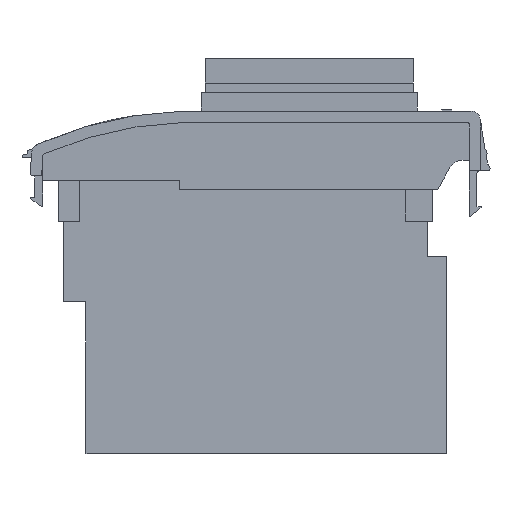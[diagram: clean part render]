
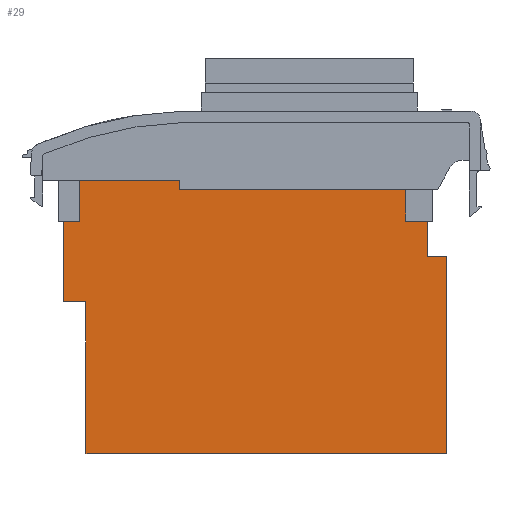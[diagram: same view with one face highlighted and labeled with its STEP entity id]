
A CAD part, left-side view. The second image highlights one B-rep face of the part: STEP entity #29.
In plain terms, the highlighted planar face has unit normal (-1, 0, 0).
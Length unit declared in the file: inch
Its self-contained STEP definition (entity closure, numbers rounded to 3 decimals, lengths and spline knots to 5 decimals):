
#18 = ORIENTED_EDGE ( 'NONE', *, *, #5596, .F. ) ;
#19 = ORIENTED_EDGE ( 'NONE', *, *, #5611, .F. ) ;
#20 = ORIENTED_EDGE ( 'NONE', *, *, #5542, .F. ) ;
#21 = ORIENTED_EDGE ( 'NONE', *, *, #22, .F. ) ;
#22 = EDGE_CURVE ( 'NONE', #33, #10025, #2442, .T. ) ;
#29 = ADVANCED_FACE ( 'NONE', ( #2427 ), #2465, .T. ) ;
#30 = EDGE_LOOP ( 'NONE', ( #31, #34, #35, #36, #37, #38, #39, #40, #18, #19, #20, #21 ) ) ;
#31 = ORIENTED_EDGE ( 'NONE', *, *, #32, .T. ) ;
#32 = EDGE_CURVE ( 'NONE', #33, #4989, #2511, .T. ) ;
#33 = VERTEX_POINT ( 'NONE', #2507 ) ;
#34 = ORIENTED_EDGE ( 'NONE', *, *, #4929, .F. ) ;
#35 = ORIENTED_EDGE ( 'NONE', *, *, #4976, .F. ) ;
#36 = ORIENTED_EDGE ( 'NONE', *, *, #4985, .F. ) ;
#37 = ORIENTED_EDGE ( 'NONE', *, *, #5553, .F. ) ;
#38 = ORIENTED_EDGE ( 'NONE', *, *, #5565, .F. ) ;
#39 = ORIENTED_EDGE ( 'NONE', *, *, #5503, .F. ) ;
#40 = ORIENTED_EDGE ( 'NONE', *, *, #5517, .F. ) ;
#2427 = FACE_OUTER_BOUND ( 'NONE', #30, .T. ) ;
#2439 = DIRECTION ( 'NONE',  ( 0., -1., 0. ) ) ;
#2440 = VECTOR ( 'NONE', #2439, 39.37008 ) ;
#2441 = CARTESIAN_POINT ( 'NONE',  ( 1.83506, 3.84348, 0.14 ) ) ;
#2442 = LINE ( 'NONE', #2441, #2440 ) ;
#2461 = DIRECTION ( 'NONE',  ( 0., 0., 1. ) ) ;
#2462 = DIRECTION ( 'NONE',  ( -1., 0., 0. ) ) ;
#2463 = CARTESIAN_POINT ( 'NONE',  ( 1.83506, 3.84348, -1.39 ) ) ;
#2464 = AXIS2_PLACEMENT_3D ( 'NONE', #2463, #2462, #2461 ) ;
#2465 = PLANE ( 'NONE',  #2464 ) ;
#2507 = CARTESIAN_POINT ( 'NONE',  ( 1.83506, 1.73848, 0.14 ) ) ;
#2508 = DIRECTION ( 'NONE',  ( 0., 0., 1. ) ) ;
#2509 = VECTOR ( 'NONE', #2508, 39.37008 ) ;
#2510 = CARTESIAN_POINT ( 'NONE',  ( 1.83506, 1.73848, 0.14 ) ) ;
#2511 = LINE ( 'NONE', #2510, #2509 ) ;
#4623 = VERTEX_POINT ( 'NONE', #14194 ) ;
#4927 = VERTEX_POINT ( 'NONE', #14713 ) ;
#4929 = EDGE_CURVE ( 'NONE', #4927, #4989, #14712, .T. ) ;
#4976 = EDGE_CURVE ( 'NONE', #10033, #4927, #14819, .T. ) ;
#4985 = EDGE_CURVE ( 'NONE', #4623, #10033, #14804, .T. ) ;
#4989 = VERTEX_POINT ( 'NONE', #14796 ) ;
#5503 = EDGE_CURVE ( 'NONE', #5519, #5504, #15626, .T. ) ;
#5504 = VERTEX_POINT ( 'NONE', #15622 ) ;
#5517 = EDGE_CURVE ( 'NONE', #5518, #5519, #15646, .T. ) ;
#5518 = VERTEX_POINT ( 'NONE', #15642 ) ;
#5519 = VERTEX_POINT ( 'NONE', #15641 ) ;
#5542 = EDGE_CURVE ( 'NONE', #10025, #5601, #15708, .T. ) ;
#5553 = EDGE_CURVE ( 'NONE', #5566, #4623, #15734, .T. ) ;
#5565 = EDGE_CURVE ( 'NONE', #5504, #5566, #15747, .T. ) ;
#5566 = VERTEX_POINT ( 'NONE', #15801 ) ;
#5596 = EDGE_CURVE ( 'NONE', #5612, #5518, #15806, .T. ) ;
#5601 = VERTEX_POINT ( 'NONE', #15855 ) ;
#5611 = EDGE_CURVE ( 'NONE', #5601, #5612, #15879, .T. ) ;
#5612 = VERTEX_POINT ( 'NONE', #15875 ) ;
#10025 = VERTEX_POINT ( 'NONE', #16081 ) ;
#10033 = VERTEX_POINT ( 'NONE', #16079 ) ;
#14194 = CARTESIAN_POINT ( 'NONE',  ( 1.83506, 3.99348, 0.41 ) ) ;
#14709 = DIRECTION ( 'NONE',  ( 0., -1., 0. ) ) ;
#14710 = VECTOR ( 'NONE', #14709, 39.37008 ) ;
#14711 = CARTESIAN_POINT ( 'NONE',  ( 1.83506, 1.52916, 0.35 ) ) ;
#14712 = LINE ( 'NONE', #14711, #14710 ) ;
#14713 = CARTESIAN_POINT ( 'NONE',  ( 1.83506, 3.22916, 0.35 ) ) ;
#14796 = CARTESIAN_POINT ( 'NONE',  ( 1.83506, 1.73848, 0.35 ) ) ;
#14801 = DIRECTION ( 'NONE',  ( 0., -1., 0. ) ) ;
#14802 = VECTOR ( 'NONE', #14801, 39.37008 ) ;
#14803 = CARTESIAN_POINT ( 'NONE',  ( 1.83506, 3.22916, 0.41 ) ) ;
#14804 = LINE ( 'NONE', #14803, #14802 ) ;
#14816 = DIRECTION ( 'NONE',  ( 0., 0., -1. ) ) ;
#14817 = VECTOR ( 'NONE', #14816, 39.37008 ) ;
#14818 = CARTESIAN_POINT ( 'NONE',  ( 1.83506, 3.22916, 0.35 ) ) ;
#14819 = LINE ( 'NONE', #14818, #14817 ) ;
#15622 = CARTESIAN_POINT ( 'NONE',  ( 1.83506, 3.84348, -0.39 ) ) ;
#15623 = DIRECTION ( 'NONE',  ( 0., 0., 1. ) ) ;
#15624 = VECTOR ( 'NONE', #15623, 39.37008 ) ;
#15625 = CARTESIAN_POINT ( 'NONE',  ( 1.83506, 3.84348, -0.39 ) ) ;
#15626 = LINE ( 'NONE', #15625, #15624 ) ;
#15641 = CARTESIAN_POINT ( 'NONE',  ( 1.83506, 3.84348, -1.39 ) ) ;
#15642 = CARTESIAN_POINT ( 'NONE',  ( 1.83506, 1.46848, -1.39 ) ) ;
#15643 = DIRECTION ( 'NONE',  ( 0., 1., 0. ) ) ;
#15644 = VECTOR ( 'NONE', #15643, 39.37008 ) ;
#15645 = CARTESIAN_POINT ( 'NONE',  ( 1.83506, 1.46848, -1.39 ) ) ;
#15646 = LINE ( 'NONE', #15645, #15644 ) ;
#15705 = DIRECTION ( 'NONE',  ( 0., 0., -1. ) ) ;
#15706 = VECTOR ( 'NONE', #15705, 39.37008 ) ;
#15707 = CARTESIAN_POINT ( 'NONE',  ( 1.83506, 1.59848, -0.09 ) ) ;
#15708 = LINE ( 'NONE', #15707, #15706 ) ;
#15731 = DIRECTION ( 'NONE',  ( 0., 0., 1. ) ) ;
#15732 = VECTOR ( 'NONE', #15731, 39.37008 ) ;
#15733 = CARTESIAN_POINT ( 'NONE',  ( 1.83506, 3.99348, 0.64 ) ) ;
#15734 = LINE ( 'NONE', #15733, #15732 ) ;
#15745 = VECTOR ( 'NONE', #15802, 39.37008 ) ;
#15746 = CARTESIAN_POINT ( 'NONE',  ( 1.83506, 3.99348, -0.39 ) ) ;
#15747 = LINE ( 'NONE', #15746, #15745 ) ;
#15801 = CARTESIAN_POINT ( 'NONE',  ( 1.83506, 3.99348, -0.39 ) ) ;
#15802 = DIRECTION ( 'NONE',  ( 0., 1., 0. ) ) ;
#15803 = DIRECTION ( 'NONE',  ( 0., 0., -1. ) ) ;
#15804 = VECTOR ( 'NONE', #15803, 39.37008 ) ;
#15805 = CARTESIAN_POINT ( 'NONE',  ( 1.83506, 1.46848, -0.09 ) ) ;
#15806 = LINE ( 'NONE', #15805, #15804 ) ;
#15855 = CARTESIAN_POINT ( 'NONE',  ( 1.83506, 1.59848, -0.09 ) ) ;
#15875 = CARTESIAN_POINT ( 'NONE',  ( 1.83506, 1.46848, -0.09 ) ) ;
#15876 = DIRECTION ( 'NONE',  ( 0., -1., 0. ) ) ;
#15877 = VECTOR ( 'NONE', #15876, 39.37008 ) ;
#15878 = CARTESIAN_POINT ( 'NONE',  ( 1.83506, 1.46848, -0.09 ) ) ;
#15879 = LINE ( 'NONE', #15878, #15877 ) ;
#16079 = CARTESIAN_POINT ( 'NONE',  ( 1.83506, 3.22916, 0.41 ) ) ;
#16081 = CARTESIAN_POINT ( 'NONE',  ( 1.83506, 1.59848, 0.14 ) ) ;
